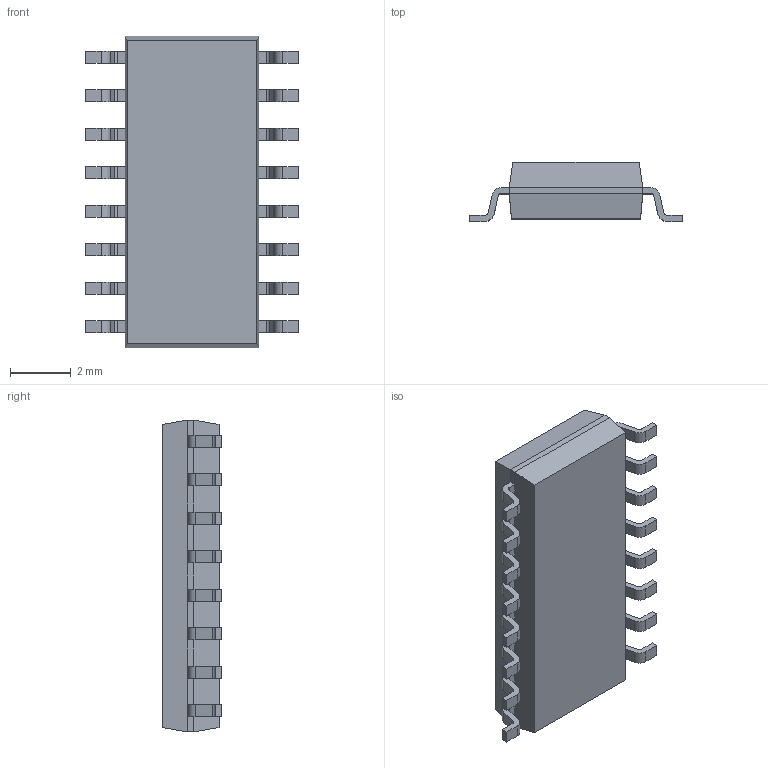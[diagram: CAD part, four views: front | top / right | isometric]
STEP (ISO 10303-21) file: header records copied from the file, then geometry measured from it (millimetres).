
FILE_DESCRIPTION (( 'STEP AP203' ), '1' );
FILE_NAME ('16pin ssop..STEP', '2014-10-30T09:15:00', ( 'user' ), ( '' ), 'SwSTEP 2.0', 'SolidWorks 2010', '' );
FILE_SCHEMA (( 'CONFIG_CONTROL_DESIGN' ));
Length unit declared in the file: millimetre
Products named in the file (1): 16pin ssop.
Bounding box: 7 x 1.94 x 10.28 mm (x, y, z)
Volume: 83.9 mm3; surface area: 175.7 mm2
Topology: 1 solids, 1 shells, 241 faces, 642 edges, 404 vertices
Faces by surface type: plane 175, cylinder 66
Entity records: 7449 total; most frequent: CARTESIAN_POINT 1288, ORIENTED_EDGE 1284, DIRECTION 1258, EDGE_CURVE 642, LINE 510, VECTOR 510, VERTEX_POINT 404, AXIS2_PLACEMENT_3D 374
